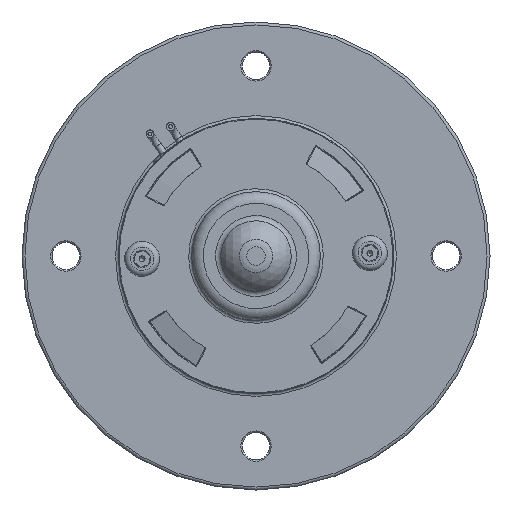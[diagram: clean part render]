
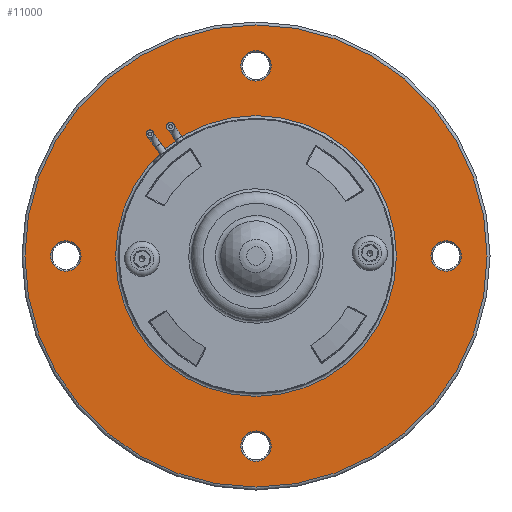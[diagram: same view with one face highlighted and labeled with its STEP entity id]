
A CAD part, front view. The second image highlights one B-rep face of the part: STEP entity #11000.
In plain terms, the highlighted planar face has unit normal (0, -1, 0).
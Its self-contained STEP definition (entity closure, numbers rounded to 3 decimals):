
#1947=PLANE('',#12370);
#2164=FACE_BOUND('',#3636,.T.);
#2165=FACE_BOUND('',#3637,.T.);
#2166=FACE_BOUND('',#3638,.T.);
#2167=FACE_BOUND('',#3639,.T.);
#2168=FACE_BOUND('',#3640,.T.);
#2800=FACE_OUTER_BOUND('',#3635,.T.);
#3635=EDGE_LOOP('',(#9684));
#3636=EDGE_LOOP('',(#9685));
#3637=EDGE_LOOP('',(#9686));
#3638=EDGE_LOOP('',(#9687));
#3639=EDGE_LOOP('',(#9688));
#3640=EDGE_LOOP('',(#9689));
#4461=CIRCLE('',#12369,5.2);
#4462=CIRCLE('',#12371,79.);
#4463=CIRCLE('',#12372,5.2);
#4464=CIRCLE('',#12373,5.2);
#4465=CIRCLE('',#12374,48.);
#4466=CIRCLE('',#12375,5.2);
#5439=VERTEX_POINT('',#20262);
#5440=VERTEX_POINT('',#20265);
#5441=VERTEX_POINT('',#20267);
#5442=VERTEX_POINT('',#20269);
#5443=VERTEX_POINT('',#20271);
#5444=VERTEX_POINT('',#20273);
#6915=EDGE_CURVE('',#5439,#5439,#4461,.T.);
#6916=EDGE_CURVE('',#5440,#5440,#4462,.T.);
#6917=EDGE_CURVE('',#5441,#5441,#4463,.T.);
#6918=EDGE_CURVE('',#5442,#5442,#4464,.T.);
#6919=EDGE_CURVE('',#5443,#5443,#4465,.T.);
#6920=EDGE_CURVE('',#5444,#5444,#4466,.T.);
#9684=ORIENTED_EDGE('',*,*,#6916,.F.);
#9685=ORIENTED_EDGE('',*,*,#6917,.F.);
#9686=ORIENTED_EDGE('',*,*,#6918,.F.);
#9687=ORIENTED_EDGE('',*,*,#6919,.F.);
#9688=ORIENTED_EDGE('',*,*,#6920,.F.);
#9689=ORIENTED_EDGE('',*,*,#6915,.F.);
#11000=ADVANCED_FACE('',(#2800,#2164,#2165,#2166,#2167,#2168),#1947,.F.);
#12369=AXIS2_PLACEMENT_3D('',#20263,#15656,#15657);
#12370=AXIS2_PLACEMENT_3D('',#20264,#15658,#15659);
#12371=AXIS2_PLACEMENT_3D('',#20266,#15660,#15661);
#12372=AXIS2_PLACEMENT_3D('',#20268,#15662,#15663);
#12373=AXIS2_PLACEMENT_3D('',#20270,#15664,#15665);
#12374=AXIS2_PLACEMENT_3D('',#20272,#15666,#15667);
#12375=AXIS2_PLACEMENT_3D('',#20274,#15668,#15669);
#15656=DIRECTION('center_axis',(0.,-1.,0.));
#15657=DIRECTION('ref_axis',(-1.,0.,0.));
#15658=DIRECTION('center_axis',(0.,1.,0.));
#15659=DIRECTION('ref_axis',(0.,0.,1.));
#15660=DIRECTION('center_axis',(0.,1.,0.));
#15661=DIRECTION('ref_axis',(-1.,0.,0.));
#15662=DIRECTION('center_axis',(0.,-1.,0.));
#15663=DIRECTION('ref_axis',(-1.,0.,0.));
#15664=DIRECTION('center_axis',(0.,-1.,0.));
#15665=DIRECTION('ref_axis',(-1.,0.,0.));
#15666=DIRECTION('center_axis',(0.,-1.,0.));
#15667=DIRECTION('ref_axis',(-1.,0.,0.));
#15668=DIRECTION('center_axis',(0.,-1.,0.));
#15669=DIRECTION('ref_axis',(-1.,0.,0.));
#20262=CARTESIAN_POINT('',(5.2,-1.714,-65.));
#20263=CARTESIAN_POINT('Origin',(0.,-1.714,-65.));
#20264=CARTESIAN_POINT('Origin',(0.,-1.714,
0.));
#20265=CARTESIAN_POINT('',(79.,-1.714,0.));
#20266=CARTESIAN_POINT('Origin',(0.,-1.714,0.));
#20267=CARTESIAN_POINT('',(70.2,-1.714,0.));
#20268=CARTESIAN_POINT('Origin',(65.,-1.714,0.));
#20269=CARTESIAN_POINT('',(-59.8,-1.714,0.));
#20270=CARTESIAN_POINT('Origin',(-65.,-1.714,0.));
#20271=CARTESIAN_POINT('',(48.,-1.714,0.));
#20272=CARTESIAN_POINT('Origin',(0.,-1.714,0.));
#20273=CARTESIAN_POINT('',(5.2,-1.714,65.));
#20274=CARTESIAN_POINT('Origin',(0.,-1.714,65.));
